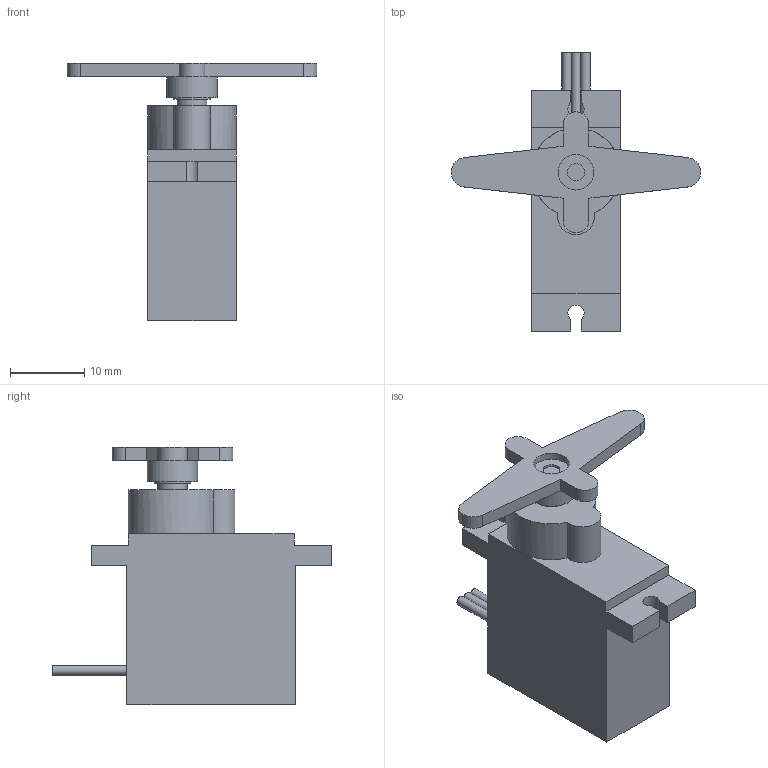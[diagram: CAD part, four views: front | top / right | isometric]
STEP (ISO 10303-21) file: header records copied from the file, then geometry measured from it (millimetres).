
FILE_DESCRIPTION(('FreeCAD Model'),'2;1');
FILE_NAME('Open CASCADE Shape Model','2022-07-13T18:49:22',(''),(''), 'Open CASCADE STEP processor 7.5','FreeCAD','Unknown');
FILE_SCHEMA(('AUTOMOTIVE_DESIGN { 1 0 10303 214 1 1 1 1 }'));
Length unit declared in the file: millimetre
Products named in the file (6): Model; LCS_Origin; MG90S; MG90SBody; MG90S_Wing_A; MG90S_Wing_A_Body
Assembly tree (9 placements, depth 3):
  Model
    LCS_Origin
    MG90S
      MG90SBody
      LCS_Origin  x3
    MG90S_Wing_A
      MG90S_Wing_A_Body
      LCS_Origin
Bounding box: 33.69 x 37.55 x 34.75 mm (x, y, z)
Volume: 7822.8 mm3; surface area: 3583.7 mm2
Topology: 2 solids, 2 shells, 57 faces, 138 edges, 91 vertices
Faces by surface type: plane 39, cylinder 18
Full cylindrical faces by diameter (mm): 2.3 x1, 4 x1, 4.8 x1, 4.9 x1, 5 x1, 6.8 x1
Entity records: 3883 total; most frequent: CARTESIAN_POINT 644, DIRECTION 575, LINE 336, VECTOR 336, ORIENTED_EDGE 276, PCURVE 276, DEFINITIONAL_REPRESENTATION 276, EDGE_CURVE 138
